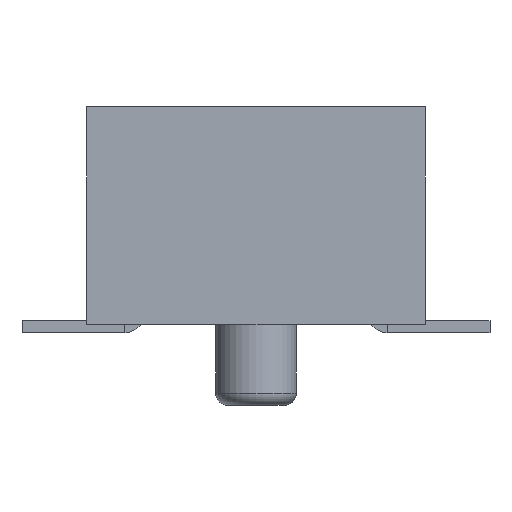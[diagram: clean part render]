
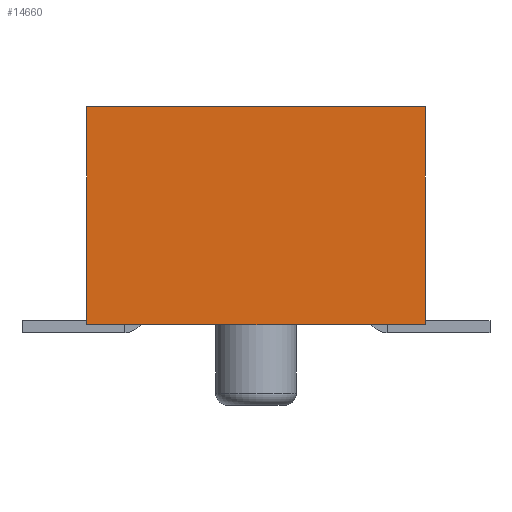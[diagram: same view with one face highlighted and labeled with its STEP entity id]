
A CAD part, left-side view. The second image highlights one B-rep face of the part: STEP entity #14660.
In plain terms, the highlighted planar face has unit normal (-1, 0, 0).
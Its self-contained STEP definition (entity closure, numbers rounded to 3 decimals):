
#1104=FACE_OUTER_BOUND('',#1810,.T.);
#1810=EDGE_LOOP('',(#12674,#12675,#12676,#12677));
#3434=LINE('',#23843,#4932);
#3452=LINE('',#23879,#4950);
#3475=LINE('',#23909,#4973);
#3511=LINE('',#23977,#5009);
#4932=VECTOR('',#19267,1.);
#4950=VECTOR('',#19287,1.);
#4973=VECTOR('',#19312,1.);
#5009=VECTOR('',#19350,1.);
#6431=VERTEX_POINT('',#23840);
#6432=VERTEX_POINT('',#23842);
#6449=VERTEX_POINT('',#23878);
#6455=VERTEX_POINT('',#23908);
#8357=EDGE_CURVE('',#6432,#6431,#3434,.T.);
#8375=EDGE_CURVE('',#6432,#6449,#3452,.T.);
#8398=EDGE_CURVE('',#6449,#6455,#3475,.T.);
#8434=EDGE_CURVE('',#6431,#6455,#3511,.T.);
#12674=ORIENTED_EDGE('',*,*,#8434,.T.);
#12675=ORIENTED_EDGE('',*,*,#8398,.F.);
#12676=ORIENTED_EDGE('',*,*,#8375,.F.);
#12677=ORIENTED_EDGE('',*,*,#8357,.T.);
#13267=PLANE('',#15900);
#14660=ADVANCED_FACE('',(#1104),#13267,.F.);
#15900=AXIS2_PLACEMENT_3D('',#24368,#19763,#19764);
#19267=DIRECTION('',(0.,0.,-1.));
#19287=DIRECTION('',(0.,-1.,0.));
#19312=DIRECTION('',(0.,0.,-1.));
#19350=DIRECTION('',(0.,-1.,0.));
#19763=DIRECTION('center_axis',(1.,0.,0.));
#19764=DIRECTION('ref_axis',(0.,0.,
1.));
#23840=CARTESIAN_POINT('',(-26.473,-7.079,-0.885));
#23842=CARTESIAN_POINT('',(-26.473,-7.079,1.815));
#23843=CARTESIAN_POINT('',(-26.473,-7.079,1.815));
#23878=CARTESIAN_POINT('',(-26.473,-11.279,1.815));
#23879=CARTESIAN_POINT('',(-26.473,-11.279,1.815));
#23908=CARTESIAN_POINT('',(-26.473,-11.279,-0.885));
#23909=CARTESIAN_POINT('',(-26.473,-11.279,1.815));
#23977=CARTESIAN_POINT('',(-26.473,-11.279,-0.885));
#24368=CARTESIAN_POINT('Origin',(-26.473,-11.279,1.815));
